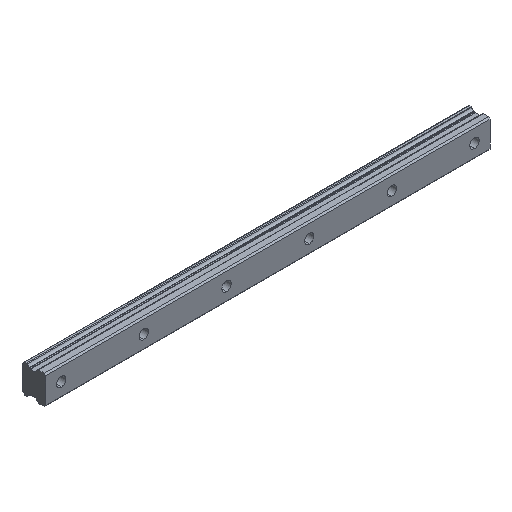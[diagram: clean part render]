
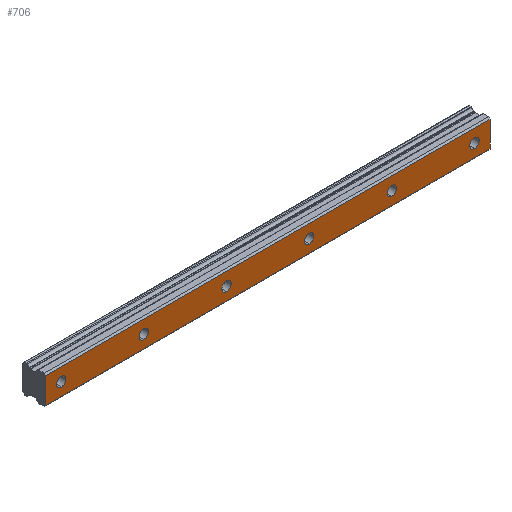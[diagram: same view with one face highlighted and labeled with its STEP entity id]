
A CAD part, isometric view. The second image highlights one B-rep face of the part: STEP entity #706.
In plain terms, the highlighted planar face has unit normal (0, -1, 0).
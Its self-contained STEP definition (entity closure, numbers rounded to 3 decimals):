
#5 = CARTESIAN_POINT ( 'NONE',  ( 320., 0., 0. ) ) ;
#22 = CARTESIAN_POINT ( 'NONE',  ( 0., 0., 0. ) ) ;
#60 = CIRCLE ( 'NONE', #1299, 4.5 ) ;
#76 = DIRECTION ( 'NONE',  ( 0., 0., 1. ) ) ;
#89 = DIRECTION ( 'NONE',  ( 0., 0., 1. ) ) ;
#108 = VERTEX_POINT ( 'NONE', #1615 ) ;
#114 = CARTESIAN_POINT ( 'NONE',  ( 160., 0., 0. ) ) ;
#117 = EDGE_CURVE ( 'NONE', #2055, #2173, #1556, .T. ) ;
#128 = VECTOR ( 'NONE', #1598, 1000. ) ;
#148 = EDGE_LOOP ( 'NONE', ( #1900, #2007 ) ) ;
#163 = AXIS2_PLACEMENT_3D ( 'NONE', #1059, #1754, #1027 ) ;
#197 = EDGE_CURVE ( 'NONE', #2130, #108, #1627, .T. ) ;
#207 = ORIENTED_EDGE ( 'NONE', *, *, #2207, .F. ) ;
#220 = VERTEX_POINT ( 'NONE', #1788 ) ;
#222 = ORIENTED_EDGE ( 'NONE', *, *, #2071, .F. ) ;
#247 = VERTEX_POINT ( 'NONE', #1323 ) ;
#254 = DIRECTION ( 'NONE',  ( 0., 1., 0. ) ) ;
#256 = EDGE_CURVE ( 'NONE', #2173, #2055, #450, .T. ) ;
#261 = EDGE_LOOP ( 'NONE', ( #1801, #2139 ) ) ;
#268 = CARTESIAN_POINT ( 'NONE',  ( -15., 0., 12.5 ) ) ;
#279 = AXIS2_PLACEMENT_3D ( 'NONE', #5, #1549, #1537 ) ;
#352 = EDGE_LOOP ( 'NONE', ( #1035, #831 ) ) ;
#356 = CARTESIAN_POINT ( 'NONE',  ( 80., 0., 4.5 ) ) ;
#363 = DIRECTION ( 'NONE',  ( 0., -1., 0. ) ) ;
#367 = LINE ( 'NONE', #542, #604 ) ;
#384 = CARTESIAN_POINT ( 'NONE',  ( 0., 0., 4.5 ) ) ;
#395 = CARTESIAN_POINT ( 'NONE',  ( 415., 0., 12.5 ) ) ;
#409 = FACE_BOUND ( 'NONE', #1589, .T. ) ;
#412 = CARTESIAN_POINT ( 'NONE',  ( 400., 0., 4.5 ) ) ;
#425 = DIRECTION ( 'NONE',  ( 0., -1., 0. ) ) ;
#429 = FACE_BOUND ( 'NONE', #1404, .T. ) ;
#450 = CIRCLE ( 'NONE', #1706, 4.5 ) ;
#466 = CARTESIAN_POINT ( 'NONE',  ( 320., 0., 0. ) ) ;
#508 = VERTEX_POINT ( 'NONE', #1362 ) ;
#512 = CARTESIAN_POINT ( 'NONE',  ( 320., 0., -4.5 ) ) ;
#516 = CARTESIAN_POINT ( 'NONE',  ( -15., 0., 12.5 ) ) ;
#517 = DIRECTION ( 'NONE',  ( 0., -1., 0. ) ) ;
#542 = CARTESIAN_POINT ( 'NONE',  ( 415., 0., -12.5 ) ) ;
#557 = ORIENTED_EDGE ( 'NONE', *, *, #1678, .F. ) ;
#558 = DIRECTION ( 'NONE',  ( 0., 0., 1. ) ) ;
#577 = CIRCLE ( 'NONE', #1980, 4.5 ) ;
#600 = EDGE_CURVE ( 'NONE', #220, #609, #711, .T. ) ;
#604 = VECTOR ( 'NONE', #1189, 1000. ) ;
#609 = VERTEX_POINT ( 'NONE', #1041 ) ;
#625 = CARTESIAN_POINT ( 'NONE',  ( 160., 0., 0. ) ) ;
#655 = CARTESIAN_POINT ( 'NONE',  ( 80., 0., 0. ) ) ;
#660 = DIRECTION ( 'NONE',  ( 0., -1., 0. ) ) ;
#666 = DIRECTION ( 'NONE',  ( 0., -1., 0. ) ) ;
#667 = AXIS2_PLACEMENT_3D ( 'NONE', #625, #2169, #1095 ) ;
#706 = ADVANCED_FACE ( 'NONE', ( #1605, #1962, #1076, #409, #1789, #2129, #429 ), #1445, .F. ) ;
#711 = CIRCLE ( 'NONE', #1819, 4.5 ) ;
#720 = VERTEX_POINT ( 'NONE', #763 ) ;
#739 = ORIENTED_EDGE ( 'NONE', *, *, #940, .F. ) ;
#763 = CARTESIAN_POINT ( 'NONE',  ( 415., 0., 12.5 ) ) ;
#765 = CARTESIAN_POINT ( 'NONE',  ( 240., 0., 0. ) ) ;
#769 = VERTEX_POINT ( 'NONE', #384 ) ;
#778 = ORIENTED_EDGE ( 'NONE', *, *, #2115, .F. ) ;
#795 = VERTEX_POINT ( 'NONE', #2177 ) ;
#828 = DIRECTION ( 'NONE',  ( 0., 0., 1. ) ) ;
#831 = ORIENTED_EDGE ( 'NONE', *, *, #197, .F. ) ;
#924 = CARTESIAN_POINT ( 'NONE',  ( 415., 0., 12.5 ) ) ;
#940 = EDGE_CURVE ( 'NONE', #1438, #795, #2157, .T. ) ;
#947 = EDGE_LOOP ( 'NONE', ( #222, #1989 ) ) ;
#959 = VERTEX_POINT ( 'NONE', #516 ) ;
#969 = VERTEX_POINT ( 'NONE', #2049 ) ;
#979 = DIRECTION ( 'NONE',  ( 0., -1., 0. ) ) ;
#989 = EDGE_CURVE ( 'NONE', #720, #247, #1384, .T. ) ;
#996 = DIRECTION ( 'NONE',  ( 0., 0., 1. ) ) ;
#998 = CIRCLE ( 'NONE', #1429, 4.5 ) ;
#1018 = AXIS2_PLACEMENT_3D ( 'NONE', #114, #660, #996 ) ;
#1027 = DIRECTION ( 'NONE',  ( 0., 0., 1. ) ) ;
#1035 = ORIENTED_EDGE ( 'NONE', *, *, #1916, .F. ) ;
#1041 = CARTESIAN_POINT ( 'NONE',  ( 240., 0., -4.5 ) ) ;
#1045 = VERTEX_POINT ( 'NONE', #356 ) ;
#1059 = CARTESIAN_POINT ( 'NONE',  ( 80., 0., 0. ) ) ;
#1076 = FACE_BOUND ( 'NONE', #148, .T. ) ;
#1083 = ORIENTED_EDGE ( 'NONE', *, *, #1253, .F. ) ;
#1091 = DIRECTION ( 'NONE',  ( 1., 0., 0. ) ) ;
#1095 = DIRECTION ( 'NONE',  ( 0., 0., 1. ) ) ;
#1123 = CIRCLE ( 'NONE', #163, 4.5 ) ;
#1179 = DIRECTION ( 'NONE',  ( 0., 0., -1. ) ) ;
#1189 = DIRECTION ( 'NONE',  ( -1., 0., 0. ) ) ;
#1191 = DIRECTION ( 'NONE',  ( 0., 0., 1. ) ) ;
#1245 = CIRCLE ( 'NONE', #2190, 4.5 ) ;
#1253 = EDGE_CURVE ( 'NONE', #795, #1438, #2119, .T. ) ;
#1265 = EDGE_LOOP ( 'NONE', ( #1836, #2178, #1757, #207 ) ) ;
#1270 = LINE ( 'NONE', #395, #2029 ) ;
#1299 = AXIS2_PLACEMENT_3D ( 'NONE', #22, #1397, #1715 ) ;
#1323 = CARTESIAN_POINT ( 'NONE',  ( 415., 0., -12.5 ) ) ;
#1327 = CARTESIAN_POINT ( 'NONE',  ( 0., 0., 0. ) ) ;
#1362 = CARTESIAN_POINT ( 'NONE',  ( 0., 0., -4.5 ) ) ;
#1380 = AXIS2_PLACEMENT_3D ( 'NONE', #924, #254, #76 ) ;
#1384 = LINE ( 'NONE', #1527, #2188 ) ;
#1397 = DIRECTION ( 'NONE',  ( 0., -1., 0. ) ) ;
#1404 = EDGE_LOOP ( 'NONE', ( #778, #557 ) ) ;
#1415 = CIRCLE ( 'NONE', #1018, 4.5 ) ;
#1429 = AXIS2_PLACEMENT_3D ( 'NONE', #655, #666, #2028 ) ;
#1438 = VERTEX_POINT ( 'NONE', #512 ) ;
#1439 = DIRECTION ( 'NONE',  ( 0., -1., 0. ) ) ;
#1445 = PLANE ( 'NONE',  #1380 ) ;
#1449 = AXIS2_PLACEMENT_3D ( 'NONE', #1986, #1482, #1464 ) ;
#1464 = DIRECTION ( 'NONE',  ( 0., 0., 1. ) ) ;
#1482 = DIRECTION ( 'NONE',  ( 0., -1., 0. ) ) ;
#1527 = CARTESIAN_POINT ( 'NONE',  ( 415., 0., 12.5 ) ) ;
#1537 = DIRECTION ( 'NONE',  ( 0., 0., 1. ) ) ;
#1549 = DIRECTION ( 'NONE',  ( 0., -1., 0. ) ) ;
#1556 = CIRCLE ( 'NONE', #1449, 4.5 ) ;
#1562 = AXIS2_PLACEMENT_3D ( 'NONE', #466, #425, #89 ) ;
#1589 = EDGE_LOOP ( 'NONE', ( #1083, #739 ) ) ;
#1598 = DIRECTION ( 'NONE',  ( 0., 0., 1. ) ) ;
#1605 = FACE_OUTER_BOUND ( 'NONE', #1265, .T. ) ;
#1615 = CARTESIAN_POINT ( 'NONE',  ( 160., 0., 4.5 ) ) ;
#1627 = CIRCLE ( 'NONE', #667, 4.5 ) ;
#1648 = EDGE_CURVE ( 'NONE', #508, #769, #1245, .T. ) ;
#1678 = EDGE_CURVE ( 'NONE', #1771, #1045, #998, .T. ) ;
#1688 = CARTESIAN_POINT ( 'NONE',  ( 400., 0., 0. ) ) ;
#1706 = AXIS2_PLACEMENT_3D ( 'NONE', #1688, #979, #828 ) ;
#1715 = DIRECTION ( 'NONE',  ( 0., 0., 1. ) ) ;
#1733 = DIRECTION ( 'NONE',  ( 0., 0., 1. ) ) ;
#1754 = DIRECTION ( 'NONE',  ( 0., -1., 0. ) ) ;
#1757 = ORIENTED_EDGE ( 'NONE', *, *, #2226, .F. ) ;
#1771 = VERTEX_POINT ( 'NONE', #1820 ) ;
#1788 = CARTESIAN_POINT ( 'NONE',  ( 240., 0., 4.5 ) ) ;
#1789 = FACE_BOUND ( 'NONE', #261, .T. ) ;
#1801 = ORIENTED_EDGE ( 'NONE', *, *, #600, .F. ) ;
#1804 = LINE ( 'NONE', #268, #128 ) ;
#1819 = AXIS2_PLACEMENT_3D ( 'NONE', #2061, #517, #1191 ) ;
#1820 = CARTESIAN_POINT ( 'NONE',  ( 80., 0., -4.5 ) ) ;
#1836 = ORIENTED_EDGE ( 'NONE', *, *, #2102, .F. ) ;
#1845 = EDGE_CURVE ( 'NONE', #609, #220, #577, .T. ) ;
#1900 = ORIENTED_EDGE ( 'NONE', *, *, #256, .F. ) ;
#1916 = EDGE_CURVE ( 'NONE', #108, #2130, #1415, .T. ) ;
#1920 = CARTESIAN_POINT ( 'NONE',  ( 400., 0., -4.5 ) ) ;
#1962 = FACE_BOUND ( 'NONE', #947, .T. ) ;
#1980 = AXIS2_PLACEMENT_3D ( 'NONE', #765, #1439, #558 ) ;
#1986 = CARTESIAN_POINT ( 'NONE',  ( 400., 0., 0. ) ) ;
#1989 = ORIENTED_EDGE ( 'NONE', *, *, #1648, .F. ) ;
#2007 = ORIENTED_EDGE ( 'NONE', *, *, #117, .F. ) ;
#2028 = DIRECTION ( 'NONE',  ( 0., 0., 1. ) ) ;
#2029 = VECTOR ( 'NONE', #1091, 1000. ) ;
#2049 = CARTESIAN_POINT ( 'NONE',  ( -15., 0., -12.5 ) ) ;
#2055 = VERTEX_POINT ( 'NONE', #1920 ) ;
#2061 = CARTESIAN_POINT ( 'NONE',  ( 240., 0., 0. ) ) ;
#2068 = CARTESIAN_POINT ( 'NONE',  ( 160., 0., -4.5 ) ) ;
#2071 = EDGE_CURVE ( 'NONE', #769, #508, #60, .T. ) ;
#2102 = EDGE_CURVE ( 'NONE', #247, #969, #367, .T. ) ;
#2115 = EDGE_CURVE ( 'NONE', #1045, #1771, #1123, .T. ) ;
#2119 = CIRCLE ( 'NONE', #1562, 4.5 ) ;
#2129 = FACE_BOUND ( 'NONE', #352, .T. ) ;
#2130 = VERTEX_POINT ( 'NONE', #2068 ) ;
#2139 = ORIENTED_EDGE ( 'NONE', *, *, #1845, .F. ) ;
#2157 = CIRCLE ( 'NONE', #279, 4.5 ) ;
#2169 = DIRECTION ( 'NONE',  ( 0., -1., 0. ) ) ;
#2173 = VERTEX_POINT ( 'NONE', #412 ) ;
#2177 = CARTESIAN_POINT ( 'NONE',  ( 320., 0., 4.5 ) ) ;
#2178 = ORIENTED_EDGE ( 'NONE', *, *, #989, .F. ) ;
#2188 = VECTOR ( 'NONE', #1179, 1000. ) ;
#2190 = AXIS2_PLACEMENT_3D ( 'NONE', #1327, #363, #1733 ) ;
#2207 = EDGE_CURVE ( 'NONE', #969, #959, #1804, .T. ) ;
#2226 = EDGE_CURVE ( 'NONE', #959, #720, #1270, .T. ) ;
